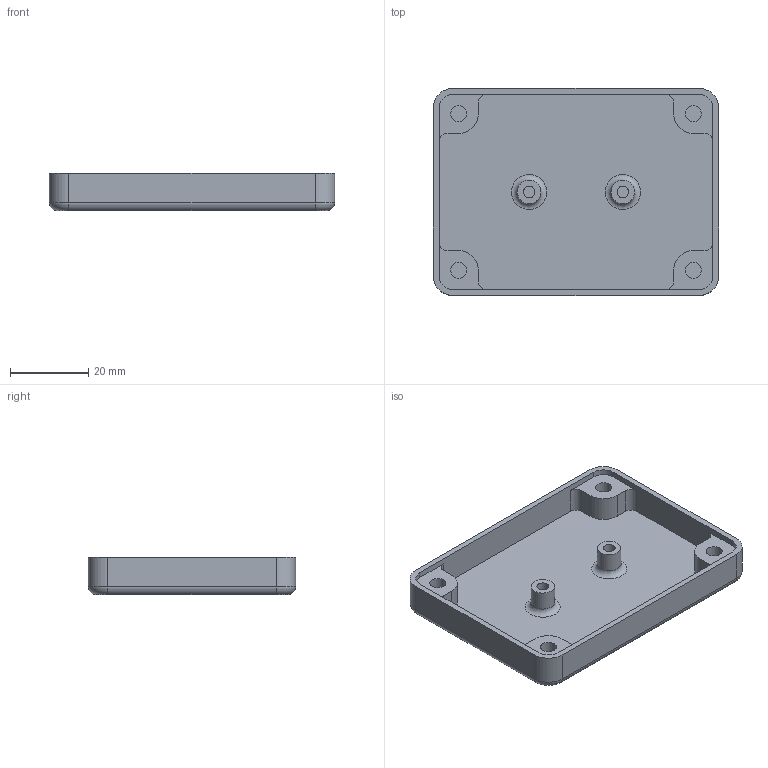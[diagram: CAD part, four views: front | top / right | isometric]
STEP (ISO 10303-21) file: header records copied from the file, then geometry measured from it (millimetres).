
FILE_DESCRIPTION(/* description */ (''),/* implementation_level */ '2;1');
FILE_NAME(/* name */ 'ATMega328P-AU Bootloader Burn Base.step',/* time_stamp */ '2023-03-01T21:35:37-07:00',/* author */ (''),/* organization */ (''),/* preprocessor_version */ 'ST-DEVELOPER v19.2',/* originating_system */ 'Autodesk Translation Framework v11.17.0.187',/* authorisation */ '');
FILE_SCHEMA (('AUTOMOTIVE_DESIGN { 1 0 10303 214 3 1 1 }'));
Length unit declared in the file: millimetre
Products named in the file (2): ATMega328P-AU Bootloader Burn Base; ATMega328P-AU Bootloader Burn Base_1
Assembly tree (1 placements, depth 2):
  ATMega328P-AU Bootloader Burn Base
    ATMega328P-AU Bootloader Burn Base_1
Bounding box: 73 x 53 x 9.5 mm (x, y, z)
Volume: 10818.7 mm3; surface area: 12287.5 mm2
Topology: 1 solids, 1 shells, 69 faces, 164 edges, 106 vertices
Faces by surface type: cylinder 32, plane 31, torus 6
Full cylindrical faces by diameter (mm): 3 x2, 4.1 x4, 6 x2
Entity records: 2063 total; most frequent: DIRECTION 380, CARTESIAN_POINT 342, ORIENTED_EDGE 328, EDGE_CURVE 164, AXIS2_PLACEMENT_3D 144, VERTEX_POINT 106, LINE 92, VECTOR 92
